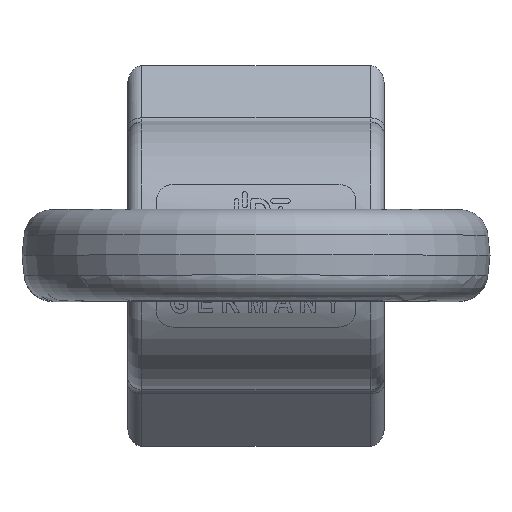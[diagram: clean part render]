
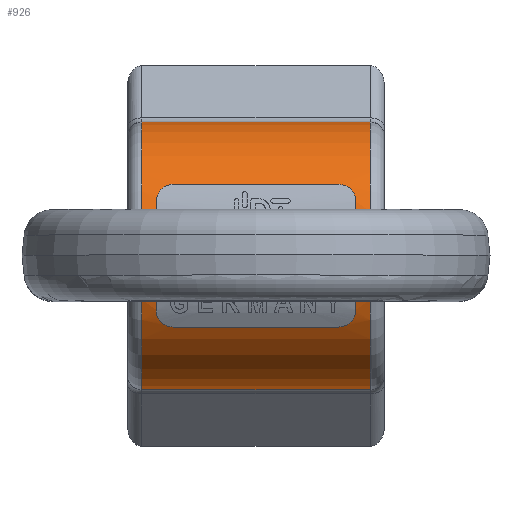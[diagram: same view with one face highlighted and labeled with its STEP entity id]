
A CAD part, top view. The second image highlights one B-rep face of the part: STEP entity #926.
In plain terms, the highlighted cylindrical face has radius 47 mm (diameter 94 mm), a partial arc.
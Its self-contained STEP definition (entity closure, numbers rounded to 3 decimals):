
#926=ADVANCED_FACE('',(#2564,#2565),#1393,.T.);
#1393=CYLINDRICAL_SURFACE('',#8139,47.);
#1517=LINE('',#11442,#1983);
#1518=LINE('',#11447,#1984);
#1519=LINE('',#11458,#1985);
#1520=LINE('',#11476,#1986);
#1983=VECTOR('',#8812,1.);
#1984=VECTOR('',#8815,1.);
#1985=VECTOR('',#8818,1.);
#1986=VECTOR('',#8821,1.);
#2564=FACE_BOUND('',#2606,.T.);
#2565=FACE_BOUND('',#2607,.T.);
#2606=EDGE_LOOP('',(#3421,#3422,#3423,#3424));
#2607=EDGE_LOOP('',(#3425,#3426,#3427,#3428,#3429,#3430,#3431,#3432));
#3130=CIRCLE('',#8135,47.);
#3131=CIRCLE('',#8136,47.);
#3132=CIRCLE('',#8137,47.);
#3133=CIRCLE('',#8138,47.);
#3421=ORIENTED_EDGE('',*,*,#6541,.T.);
#3422=ORIENTED_EDGE('',*,*,#6542,.T.);
#3423=ORIENTED_EDGE('',*,*,#6543,.F.);
#3424=ORIENTED_EDGE('',*,*,#6544,.T.);
#3425=ORIENTED_EDGE('',*,*,#6545,.F.);
#3426=ORIENTED_EDGE('',*,*,#6546,.F.);
#3427=ORIENTED_EDGE('',*,*,#6547,.F.);
#3428=ORIENTED_EDGE('',*,*,#6548,.F.);
#3429=ORIENTED_EDGE('',*,*,#6549,.F.);
#3430=ORIENTED_EDGE('',*,*,#6550,.F.);
#3431=ORIENTED_EDGE('',*,*,#6551,.F.);
#3432=ORIENTED_EDGE('',*,*,#6552,.F.);
#5791=VERTEX_POINT('',#11443);
#5792=VERTEX_POINT('',#11444);
#5793=VERTEX_POINT('',#11446);
#5794=VERTEX_POINT('',#11448);
#5795=VERTEX_POINT('',#11456);
#5796=VERTEX_POINT('',#11457);
#5797=VERTEX_POINT('',#11459);
#5798=VERTEX_POINT('',#11466);
#5799=VERTEX_POINT('',#11468);
#5800=VERTEX_POINT('',#11475);
#5801=VERTEX_POINT('',#11477);
#5802=VERTEX_POINT('',#11484);
#6541=EDGE_CURVE('',#5791,#5792,#1517,.T.);
#6542=EDGE_CURVE('',#5792,#5793,#3130,.T.);
#6543=EDGE_CURVE('',#5794,#5793,#1518,.T.);
#6544=EDGE_CURVE('',#5794,#5791,#3131,.T.);
#6545=EDGE_CURVE('',#5795,#5796,#7625,.T.);
#6546=EDGE_CURVE('',#5797,#5795,#1519,.T.);
#6547=EDGE_CURVE('',#5798,#5797,#7626,.T.);
#6548=EDGE_CURVE('',#5799,#5798,#3132,.T.);
#6549=EDGE_CURVE('',#5800,#5799,#7627,.T.);
#6550=EDGE_CURVE('',#5801,#5800,#1520,.T.);
#6551=EDGE_CURVE('',#5802,#5801,#7628,.T.);
#6552=EDGE_CURVE('',#5796,#5802,#3133,.T.);
#7625=B_SPLINE_CURVE_WITH_KNOTS('',3,(#11450,#11451,#11452,#11453,#11454,
#11455),.UNSPECIFIED.,.F.,.F.,(4,2,4),(0.,0.5,1.),.UNSPECIFIED.);
#7626=B_SPLINE_CURVE_WITH_KNOTS('',3,(#11460,#11461,#11462,#11463,#11464,
#11465),.UNSPECIFIED.,.F.,.F.,(4,2,4),(0.,0.5,1.),.UNSPECIFIED.);
#7627=B_SPLINE_CURVE_WITH_KNOTS('',3,(#11469,#11470,#11471,#11472,#11473,
#11474),.UNSPECIFIED.,.F.,.F.,(4,2,4),(0.,0.5,1.),.UNSPECIFIED.);
#7628=B_SPLINE_CURVE_WITH_KNOTS('',3,(#11478,#11479,#11480,#11481,#11482,
#11483),.UNSPECIFIED.,.F.,.F.,(4,2,4),(0.,0.5,1.),.UNSPECIFIED.);
#8135=AXIS2_PLACEMENT_3D('',#11445,#8813,#8814);
#8136=AXIS2_PLACEMENT_3D('',#11449,#8816,#8817);
#8137=AXIS2_PLACEMENT_3D('',#11467,#8819,#8820);
#8138=AXIS2_PLACEMENT_3D('',#11485,#8822,#8823);
#8139=AXIS2_PLACEMENT_3D('',#11486,#8824,#8825);
#8812=DIRECTION('',(-1.,0.,0.));
#8813=DIRECTION('',(1.,0.,0.));
#8814=DIRECTION('',(0.,0.,-1.));
#8815=DIRECTION('',(-1.,0.,0.));
#8816=DIRECTION('',(-1.,0.,0.));
#8817=DIRECTION('',(0.,0.,1.));
#8818=DIRECTION('',(1.,0.,0.));
#8819=DIRECTION('',(1.,0.,0.));
#8820=DIRECTION('',(0.,1.,0.));
#8821=DIRECTION('',(-1.,0.,0.));
#8822=DIRECTION('',(-1.,0.,0.));
#8823=DIRECTION('',(0.,-1.,0.));
#8824=DIRECTION('',(-1.,0.,0.));
#8825=DIRECTION('',(0.,0.,1.));
#11442=CARTESIAN_POINT('',(0.,46.894,3.148));
#11443=CARTESIAN_POINT('',(40.,46.894,3.148));
#11444=CARTESIAN_POINT('',(-40.,46.894,3.148));
#11445=CARTESIAN_POINT('',(-40.,0.,0.));
#11446=CARTESIAN_POINT('',(-40.,-46.894,3.148));
#11447=CARTESIAN_POINT('',(0.,-46.894,3.148));
#11448=CARTESIAN_POINT('',(40.,-46.894,3.148));
#11449=CARTESIAN_POINT('',(40.,0.,0.));
#11450=CARTESIAN_POINT('',(29.,-25.,39.799));
#11451=CARTESIAN_POINT('',(30.69,-25.,39.799));
#11452=CARTESIAN_POINT('',(32.279,-24.257,40.277));
#11453=CARTESIAN_POINT('',(34.412,-22.017,41.544));
#11454=CARTESIAN_POINT('',(35.,-20.541,42.307));
#11455=CARTESIAN_POINT('',(35.,-19.,42.988));
#11456=CARTESIAN_POINT('',(29.,-25.,39.799));
#11457=CARTESIAN_POINT('',(35.,-19.,42.988));
#11458=CARTESIAN_POINT('',(0.,-25.,39.799));
#11459=CARTESIAN_POINT('',(-29.,-25.,39.799));
#11460=CARTESIAN_POINT('',(-35.,-19.,42.988));
#11461=CARTESIAN_POINT('',(-35.,-20.544,42.306));
#11462=CARTESIAN_POINT('',(-34.42,-22.009,41.549));
#11463=CARTESIAN_POINT('',(-32.271,-24.266,40.272));
#11464=CARTESIAN_POINT('',(-30.695,-25.,39.799));
#11465=CARTESIAN_POINT('',(-29.,-25.,39.799));
#11466=CARTESIAN_POINT('',(-35.,-19.,42.988));
#11467=CARTESIAN_POINT('',(-35.,0.,0.));
#11468=CARTESIAN_POINT('',(-35.,19.,42.988));
#11469=CARTESIAN_POINT('',(-29.,25.,39.799));
#11470=CARTESIAN_POINT('',(-30.69,25.,39.799));
#11471=CARTESIAN_POINT('',(-32.279,24.257,40.277));
#11472=CARTESIAN_POINT('',(-34.412,22.017,41.544));
#11473=CARTESIAN_POINT('',(-35.,20.541,42.307));
#11474=CARTESIAN_POINT('',(-35.,19.,42.988));
#11475=CARTESIAN_POINT('',(-29.,25.,39.799));
#11476=CARTESIAN_POINT('',(0.,25.,39.799));
#11477=CARTESIAN_POINT('',(29.,25.,39.799));
#11478=CARTESIAN_POINT('',(35.,19.,42.988));
#11479=CARTESIAN_POINT('',(35.,20.544,42.306));
#11480=CARTESIAN_POINT('',(34.42,22.009,41.549));
#11481=CARTESIAN_POINT('',(32.271,24.266,40.272));
#11482=CARTESIAN_POINT('',(30.695,25.,39.799));
#11483=CARTESIAN_POINT('',(29.,25.,39.799));
#11484=CARTESIAN_POINT('',(35.,19.,42.988));
#11485=CARTESIAN_POINT('',(35.,0.,0.));
#11486=CARTESIAN_POINT('',(0.,0.,0.));
